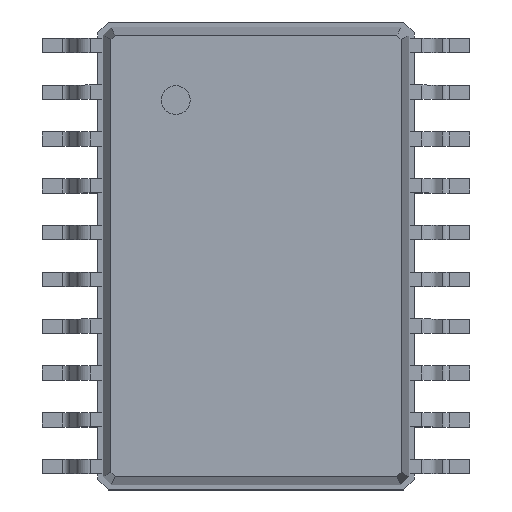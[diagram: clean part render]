
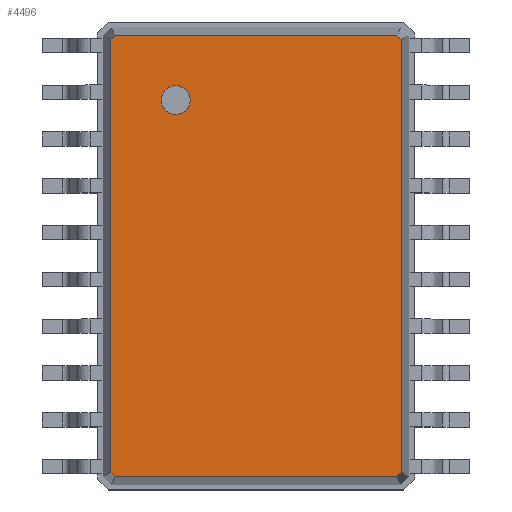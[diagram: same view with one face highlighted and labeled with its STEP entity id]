
A CAD part, top view. The second image highlights one B-rep face of the part: STEP entity #4496.
In plain terms, the highlighted planar face has unit normal (0, 0, 1).
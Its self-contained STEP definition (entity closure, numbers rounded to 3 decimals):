
#13=DIRECTION('',(0.,0.,1.));
#27=VECTOR('',#28,1.);
#28=DIRECTION('',(1.,0.,0.));
#51=VECTOR('',#52,1.);
#52=DIRECTION('',(0.707,-0.707,0.));
#58=VECTOR('',#59,1.);
#59=DIRECTION('',(0.,-1.,0.));
#65=VECTOR('',#66,1.);
#66=DIRECTION('',(-0.707,-0.707,0.));
#72=VECTOR('',#73,1.);
#73=DIRECTION('',(-1.,0.,0.));
#79=VECTOR('',#80,1.);
#80=DIRECTION('',(-0.707,0.707,0.));
#86=VECTOR('',#87,1.);
#87=DIRECTION('',(0.,1.,0.));
#91=VECTOR('',#92,1.);
#92=DIRECTION('',(0.707,0.707,0.));
#1405=VERTEX_POINT('',#1406);
#1406=CARTESIAN_POINT('',(-2.014,3.007,1.6));
#1408=ORIENTED_EDGE('',*,*,#1409,.F.);
#1409=EDGE_CURVE('',#1410,#1405,#1412,.T.);
#1410=VERTEX_POINT('',#1411);
#1411=CARTESIAN_POINT('',(-2.014,-3.007,1.6));
#1412=LINE('',#1411,#86);
#1423=VERTEX_POINT('',#1424);
#1424=CARTESIAN_POINT('',(-1.957,3.064,1.6));
#1426=ORIENTED_EDGE('',*,*,#1427,.F.);
#1427=EDGE_CURVE('',#1405,#1423,#1428,.T.);
#1428=LINE('',#1406,#91);
#1437=VERTEX_POINT('',#1438);
#1438=CARTESIAN_POINT('',(1.957,3.064,1.6));
#1440=ORIENTED_EDGE('',*,*,#1441,.F.);
#1441=EDGE_CURVE('',#1423,#1437,#1442,.T.);
#1442=LINE('',#1424,#27);
#1451=VERTEX_POINT('',#1452);
#1452=CARTESIAN_POINT('',(2.014,3.007,1.6));
#1454=ORIENTED_EDGE('',*,*,#1455,.F.);
#1455=EDGE_CURVE('',#1437,#1451,#1456,.T.);
#1456=LINE('',#1438,#51);
#1545=VERTEX_POINT('',#1546);
#1546=CARTESIAN_POINT('',(2.014,-3.007,1.6));
#1548=ORIENTED_EDGE('',*,*,#1549,.F.);
#1549=EDGE_CURVE('',#1451,#1545,#1550,.T.);
#1550=LINE('',#1452,#58);
#4496=ADVANCED_FACE('',(#4497,#4512),#4522,.T.);
#4497=FACE_BOUND('',#4498,.T.);
#4498=EDGE_LOOP('',(#1440,#1426,#1408,#4499,#4504,#4509,#1548,#1454));
#4499=ORIENTED_EDGE('',*,*,#4500,.F.);
#4500=EDGE_CURVE('',#4501,#1410,#4503,.T.);
#4501=VERTEX_POINT('',#4502);
#4502=CARTESIAN_POINT('',(-1.957,-3.064,1.6));
#4503=LINE('',#4502,#79);
#4504=ORIENTED_EDGE('',*,*,#4505,.F.);
#4505=EDGE_CURVE('',#4506,#4501,#4508,.T.);
#4506=VERTEX_POINT('',#4507);
#4507=CARTESIAN_POINT('',(1.957,-3.064,1.6));
#4508=LINE('',#4507,#72);
#4509=ORIENTED_EDGE('',*,*,#4510,.F.);
#4510=EDGE_CURVE('',#1545,#4506,#4511,.T.);
#4511=LINE('',#1546,#65);
#4512=FACE_BOUND('',#4513,.T.);
#4513=EDGE_LOOP('',(#4514));
#4514=ORIENTED_EDGE('',*,*,#4515,.T.);
#4515=EDGE_CURVE('',#4516,#4516,#4518,.T.);
#4516=VERTEX_POINT('',#4517);
#4517=CARTESIAN_POINT('',(-1.114,1.964,1.6));
#4518=CIRCLE('',#4519,0.2);
#4519=AXIS2_PLACEMENT_3D('',#4520,#4521,#59);
#4520=CARTESIAN_POINT('',(-1.114,2.164,1.6));
#4521=DIRECTION('',(0.,-0.,-1.));
#4522=PLANE('',#4523);
#4523=AXIS2_PLACEMENT_3D('',#1424,#13,#4524);
#4524=DIRECTION('',(0.538,-0.843,0.));
